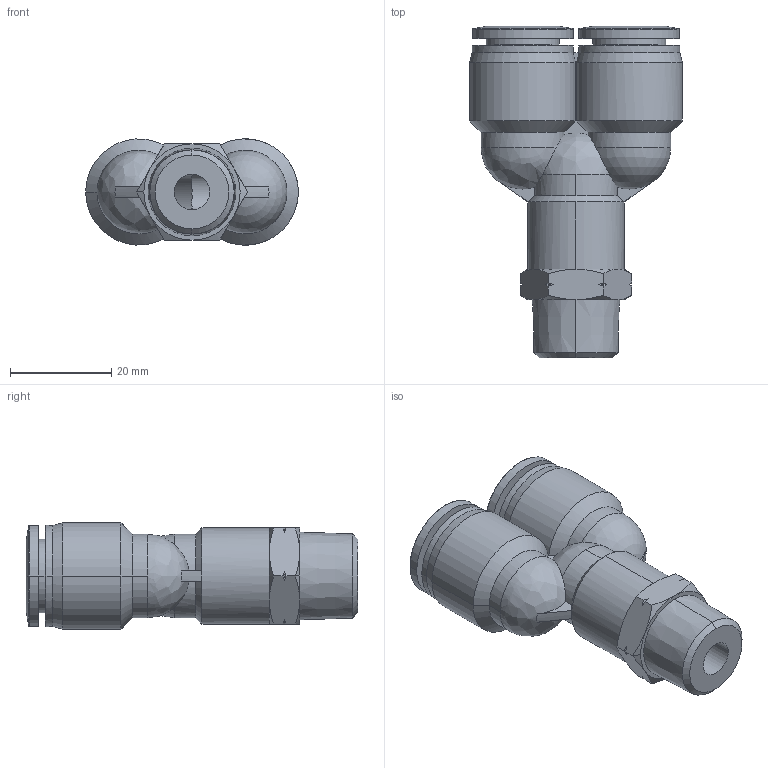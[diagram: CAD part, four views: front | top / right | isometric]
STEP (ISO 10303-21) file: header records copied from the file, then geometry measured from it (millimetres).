
FILE_DESCRIPTION (( 'STEP AP214' ), '1' );
FILE_NAME ('MY12-38N.step', '2016-02-24T20:46:18', ( '' ), ( '' ), 'SwSTEP 2.0', 'SolidWorks 2015', '' );
FILE_SCHEMA (( 'AUTOMOTIVE_DESIGN' ));
Length unit declared in the file: inch
Products named in the file (1): MY12-38N
Bounding box: 42 x 65.55 x 20.97 mm (x, y, z)
Volume: 19020.4 mm3; surface area: 10239.4 mm2
Topology: 1 solids, 1 shells, 121 faces, 299 edges, 183 vertices
Faces by surface type: cone 53, cylinder 29, plane 21, bspline 13, torus 4, sphere 1
Entity records: 5844 total; most frequent: CARTESIAN_POINT 1491, ORIENTED_EDGE 596, DIRECTION 556, EDGE_CURVE 298, AXIS2_PLACEMENT_3D 240, VERTEX_POINT 183, CIRCLE 131, EDGE_LOOP 129
